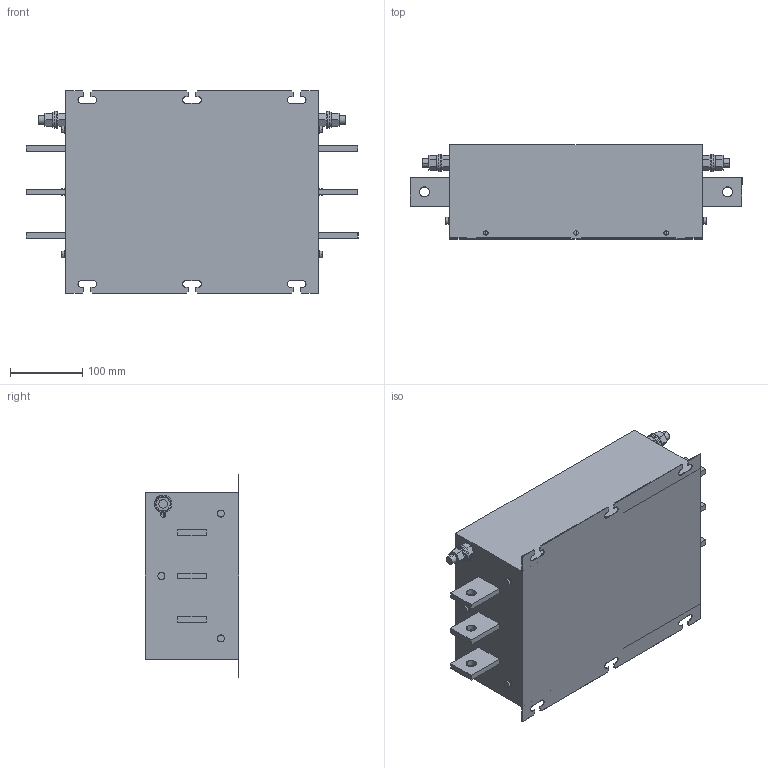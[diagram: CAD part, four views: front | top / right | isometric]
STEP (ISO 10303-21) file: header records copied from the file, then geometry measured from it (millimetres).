
FILE_DESCRIPTION (( 'STEP AP214' ), '1' );
FILE_NAME ('209240.STEP', '2024-07-24T08:05:57', ( '' ), ( '' ), 'SwSTEP 2.0', 'SolidWorks 2022', '' );
FILE_SCHEMA (( 'AUTOMOTIVE_DESIGN' ));
Length unit declared in the file: millimetre
Products named in the file (1): 209240
Bounding box: 460 x 130.05 x 280 mm (x, y, z)
Volume: 10601712.2 mm3; surface area: 382309.6 mm2
Topology: 1 solids, 1 shells, 292 faces, 720 edges, 482 vertices
Faces by surface type: plane 188, cylinder 92, sphere 12
Entity records: 8718 total; most frequent: DIRECTION 1514, CARTESIAN_POINT 1495, ORIENTED_EDGE 1440, EDGE_CURVE 720, VECTOR 512, LINE 512, AXIS2_PLACEMENT_3D 501, VERTEX_POINT 482
